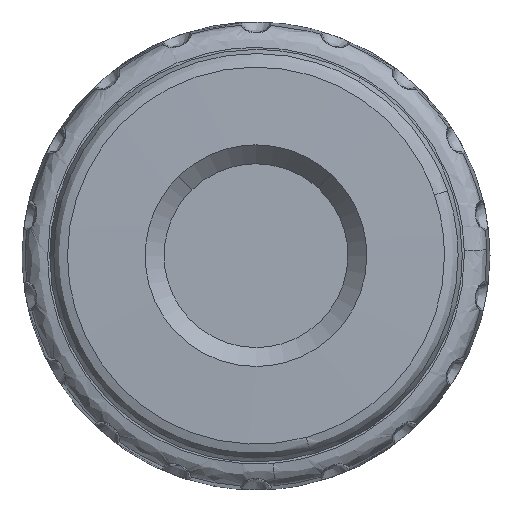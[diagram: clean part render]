
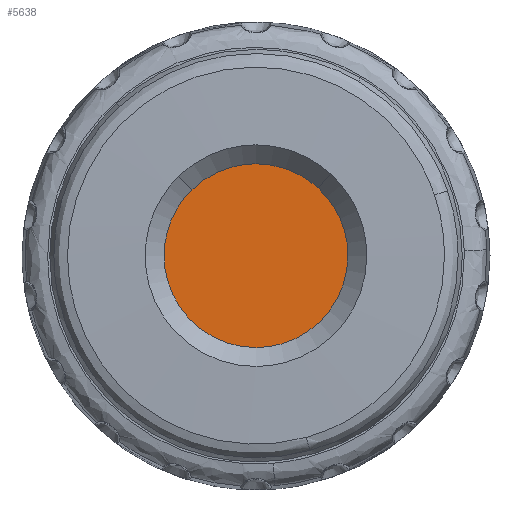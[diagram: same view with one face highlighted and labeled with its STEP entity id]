
A CAD part, top view. The second image highlights one B-rep face of the part: STEP entity #5638.
In plain terms, the highlighted free-form (B-spline) face has degree [1, 1] with [2, 2] control points.
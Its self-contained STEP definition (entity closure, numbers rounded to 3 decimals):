
#985=CARTESIAN_POINT('',(-4.9,0.0,16.932));
#986=VERTEX_POINT('',#985);
#987=CARTESIAN_POINT('',(-3.417,3.512,16.932));
#988=VERTEX_POINT('',#987);
#989=CARTESIAN_POINT('',(-4.9,0.0,16.932));
#990=CARTESIAN_POINT('',(-4.9,0.296,16.932));
#991=CARTESIAN_POINT('',(-4.859,0.744,16.932));
#992=CARTESIAN_POINT('',(-4.709,1.391,16.932));
#993=CARTESIAN_POINT('',(-4.471,2.065,16.932));
#994=CARTESIAN_POINT('',(-4.049,2.816,16.932));
#995=CARTESIAN_POINT('',(-3.629,3.305,16.932));
#996=CARTESIAN_POINT('',(-3.417,3.512,16.932));
#997=B_SPLINE_CURVE_WITH_KNOTS('',3,(#989,#990,#991,#992,#993,#994,#995,#996),.UNSPECIFIED.,.F.,.U.,(4,1,1,1,1,4),(0.,0.887,1.346,1.988,3.028,3.915),.UNSPECIFIED.);
#998=EDGE_CURVE('',#986,#988,#997,.T.);
#1069=CARTESIAN_POINT('',(3.31,3.613,16.932));
#1070=VERTEX_POINT('',#1069);
#1076=CARTESIAN_POINT('',(4.9,0.0,16.932));
#1077=VERTEX_POINT('',#1076);
#1078=CARTESIAN_POINT('',(3.31,3.613,16.932));
#1079=CARTESIAN_POINT('',(3.638,3.313,16.932));
#1080=CARTESIAN_POINT('',(4.047,2.82,16.932));
#1081=CARTESIAN_POINT('',(4.458,2.066,16.932));
#1082=CARTESIAN_POINT('',(4.681,1.493,16.932));
#1083=CARTESIAN_POINT('',(4.855,0.793,16.932));
#1084=CARTESIAN_POINT('',(4.9,0.296,16.932));
#1085=CARTESIAN_POINT('',(4.9,0.0,16.932));
#1086=B_SPLINE_CURVE_WITH_KNOTS('',3,(#1078,#1079,#1080,#1081,#1082,#1083,#1084,#1085),.UNSPECIFIED.,.F.,.U.,(4,1,1,1,1,4),(0.,1.333,1.904,2.571,3.174,4.062),.UNSPECIFIED.);
#1087=EDGE_CURVE('',#1070,#1077,#1086,.T.);
#1089=CARTESIAN_POINT('',(0.,-4.9,16.932));
#1090=VERTEX_POINT('',#1089);
#1091=CARTESIAN_POINT('',(4.9,0.0,16.932));
#1092=CARTESIAN_POINT('',(4.9,-0.261,16.932));
#1093=CARTESIAN_POINT('',(4.862,-0.732,16.932));
#1094=CARTESIAN_POINT('',(4.697,-1.456,16.932));
#1095=CARTESIAN_POINT('',(4.402,-2.215,16.932));
#1096=CARTESIAN_POINT('',(3.982,-2.892,16.932));
#1097=CARTESIAN_POINT('',(3.508,-3.437,16.932));
#1098=CARTESIAN_POINT('',(3.017,-3.882,16.932));
#1099=CARTESIAN_POINT('',(2.483,-4.242,16.932));
#1100=CARTESIAN_POINT('',(1.898,-4.53,16.932));
#1101=CARTESIAN_POINT('',(1.112,-4.808,16.932));
#1102=CARTESIAN_POINT('',(0.451,-4.9,16.932));
#1103=CARTESIAN_POINT('',(0.,-4.9,16.932));
#1104=B_SPLINE_CURVE_WITH_KNOTS('',3,(#1091,#1092,#1093,#1094,#1095,#1096,#1097,#1098,#1099,#1100,#1101,#1102,#1103),.UNSPECIFIED.,.F.,.U.,(4,1,1,1,1,1,1,1,1,1,4),(0.,0.782,1.413,2.225,3.217,3.788,4.39,5.201,5.713,6.344,7.697),.UNSPECIFIED.);
#1105=EDGE_CURVE('',#1077,#1090,#1104,.T.);
#1107=CARTESIAN_POINT('',(0.,-4.9,16.932));
#1108=CARTESIAN_POINT('',(-0.321,-4.9,16.932));
#1109=CARTESIAN_POINT('',(-0.792,-4.854,16.932));
#1110=CARTESIAN_POINT('',(-1.512,-4.675,16.932));
#1111=CARTESIAN_POINT('',(-2.065,-4.46,16.932));
#1112=CARTESIAN_POINT('',(-2.671,-4.124,16.932));
#1113=CARTESIAN_POINT('',(-3.189,-3.743,16.932));
#1114=CARTESIAN_POINT('',(-3.775,-3.164,16.932));
#1115=CARTESIAN_POINT('',(-4.288,-2.44,16.932));
#1116=CARTESIAN_POINT('',(-4.673,-1.565,16.932));
#1117=CARTESIAN_POINT('',(-4.863,-0.752,16.932));
#1118=CARTESIAN_POINT('',(-4.9,-0.231,16.932));
#1119=CARTESIAN_POINT('',(-4.9,0.0,16.932));
#1120=B_SPLINE_CURVE_WITH_KNOTS('',3,(#1107,#1108,#1109,#1110,#1111,#1112,#1113,#1114,#1115,#1116,#1117,#1118,#1119),.UNSPECIFIED.,.F.,.U.,(4,1,1,1,1,1,1,1,1,1,4),(0.,0.962,1.413,2.225,2.736,3.488,4.149,5.201,6.133,7.005,7.697),.UNSPECIFIED.);
#1121=EDGE_CURVE('',#1090,#986,#1120,.T.);
#1140=CARTESIAN_POINT('',(0.,4.9,16.932));
#1141=VERTEX_POINT('',#1140);
#1142=CARTESIAN_POINT('',(-3.417,3.512,16.932));
#1143=CARTESIAN_POINT('',(-3.177,3.745,16.932));
#1144=CARTESIAN_POINT('',(-2.696,4.126,16.932));
#1145=CARTESIAN_POINT('',(-1.943,4.52,16.932));
#1146=CARTESIAN_POINT('',(-1.064,4.817,16.932));
#1147=CARTESIAN_POINT('',(-0.414,4.9,16.932));
#1148=CARTESIAN_POINT('',(0.,4.9,16.932));
#1149=B_SPLINE_CURVE_WITH_KNOTS('',3,(#1142,#1143,#1144,#1145,#1146,#1147,#1148),.UNSPECIFIED.,.F.,.U.,(4,1,1,1,4),(0.,1.005,1.832,2.541,3.782),.UNSPECIFIED.);
#1150=EDGE_CURVE('',#988,#1141,#1149,.T.);
#1152=CARTESIAN_POINT('',(0.,4.9,16.932));
#1153=CARTESIAN_POINT('',(0.265,4.9,16.932));
#1154=CARTESIAN_POINT('',(0.776,4.858,16.932));
#1155=CARTESIAN_POINT('',(1.422,4.702,16.932));
#1156=CARTESIAN_POINT('',(2.061,4.462,16.932));
#1157=CARTESIAN_POINT('',(2.68,4.13,16.932));
#1158=CARTESIAN_POINT('',(3.115,3.792,16.932));
#1159=CARTESIAN_POINT('',(3.31,3.613,16.932));
#1160=B_SPLINE_CURVE_WITH_KNOTS('',3,(#1152,#1153,#1154,#1155,#1156,#1157,#1158,#1159),.UNSPECIFIED.,.F.,.U.,(4,1,1,1,1,4),(0.,0.795,1.533,1.988,2.84,3.635),.UNSPECIFIED.);
#1161=EDGE_CURVE('',#1141,#1070,#1160,.T.);
#5625=CARTESIAN_POINT('',(-5.39,-5.39,16.932));
#5626=CARTESIAN_POINT('',(5.39,-5.39,16.932));
#5627=CARTESIAN_POINT('',(-5.39,5.39,16.932));
#5628=CARTESIAN_POINT('',(5.39,5.39,16.932));
#5629=B_SPLINE_SURFACE_WITH_KNOTS('',1,1,((#5625,#5627),(#5626,#5628)),.UNSPECIFIED.,.F.,.F.,.U.,(2,2),(2,2),(0.0,10.779),(0.0,10.779),.UNSPECIFIED.);
#5630=ORIENTED_EDGE('',*,*,#1121,.F.);
#5631=ORIENTED_EDGE('',*,*,#1105,.F.);
#5632=ORIENTED_EDGE('',*,*,#1087,.F.);
#5633=ORIENTED_EDGE('',*,*,#1161,.F.);
#5634=ORIENTED_EDGE('',*,*,#1150,.F.);
#5635=ORIENTED_EDGE('',*,*,#998,.F.);
#5636=EDGE_LOOP('',(#5630,#5631,#5632,#5633,#5634,#5635));
#5637=FACE_OUTER_BOUND('',#5636,.T.);
#5638=ADVANCED_FACE('',(#5637),#5629,.T.);
